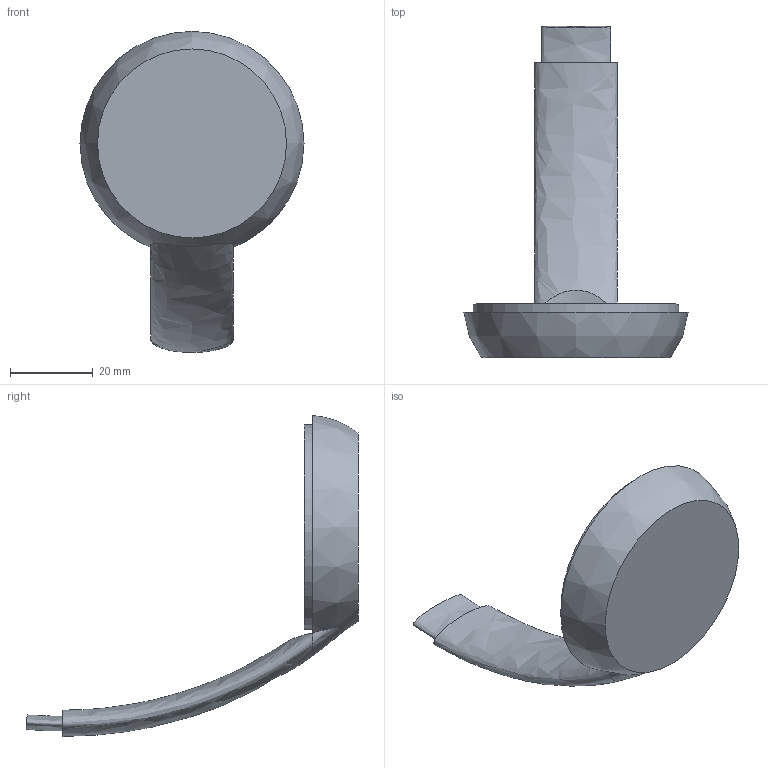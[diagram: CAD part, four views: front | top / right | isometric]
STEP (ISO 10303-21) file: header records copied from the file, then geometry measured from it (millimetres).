
FILE_DESCRIPTION(/* description */ (''),/* implementation_level */ '2;1');
FILE_NAME(/* name */ 'Levitator_Base_Upper.step',/* time_stamp */ '2020-09-19T18:18:27+02:00',/* author */ (''),/* organization */ (''),/* preprocessor_version */ 'ST-DEVELOPER v18.1',/* originating_system */ 'Autodesk Translation Framework v9.3.0.1241',/* authorisation */ '');
FILE_SCHEMA (('AUTOMOTIVE_DESIGN { 1 0 10303 214 3 1 1 }'));
Length unit declared in the file: millimetre
Products named in the file (1): (Unsaved)
Bounding box: 54.22 x 80.36 x 77.73 mm (x, y, z)
Volume: 14253 mm3; surface area: 11769.8 mm2
Topology: 1 solids, 1 shells, 44 faces, 111 edges, 71 vertices
Faces by surface type: plane 27, bspline 8, cylinder 8, cone 1
Full cylindrical faces by diameter (mm): 2 x1, 3.8 x1, 47.872 x1
Entity records: 1960 total; most frequent: CARTESIAN_POINT 938, ORIENTED_EDGE 222, DIRECTION 184, EDGE_CURVE 111, AXIS2_PLACEMENT_3D 73, VERTEX_POINT 71, EDGE_LOOP 48, FACE_OUTER_BOUND 44
